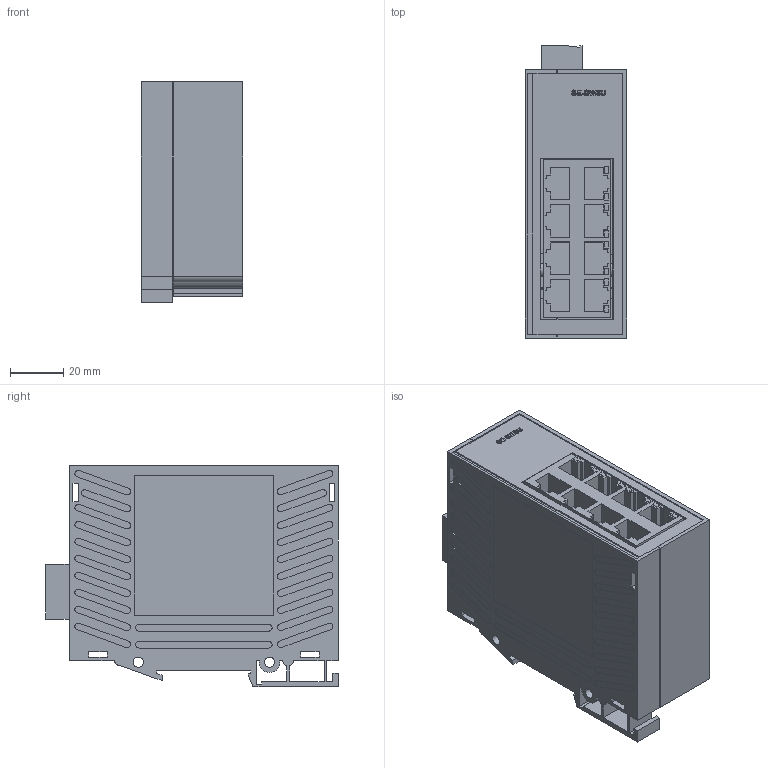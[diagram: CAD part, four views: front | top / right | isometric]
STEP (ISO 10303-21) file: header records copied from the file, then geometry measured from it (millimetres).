
FILE_DESCRIPTION (( 'STEP AP214' ), '1' );
FILE_NAME ('SE-SW8U.STEP', '2012-03-06T16:20:56', ( ' ' ), ( ' ' ), 'SwSTEP 2.0', 'SolidWorks 2011', '' );
FILE_SCHEMA (( 'AUTOMOTIVE_DESIGN' ));
Length unit declared in the file: millimetre
Products named in the file (1): SE-SW8U
Bounding box: 38.09 x 109.51 x 83.06 mm (x, y, z)
Volume: 46052.5 mm3; surface area: 76050.9 mm2
Topology: 24 solids, 24 shells, 1055 faces, 2826 edges, 1884 vertices
Faces by surface type: plane 741, cylinder 261, bspline 53
Full cylindrical faces by diameter (mm): 3.81 x12
Entity records: 38528 total; most frequent: CARTESIAN_POINT 8967, ORIENTED_EDGE 5628, DIRECTION 5236, EDGE_CURVE 2814, VECTOR 2186, LINE 2186, VERTEX_POINT 1884, AXIS2_PLACEMENT_3D 1525
